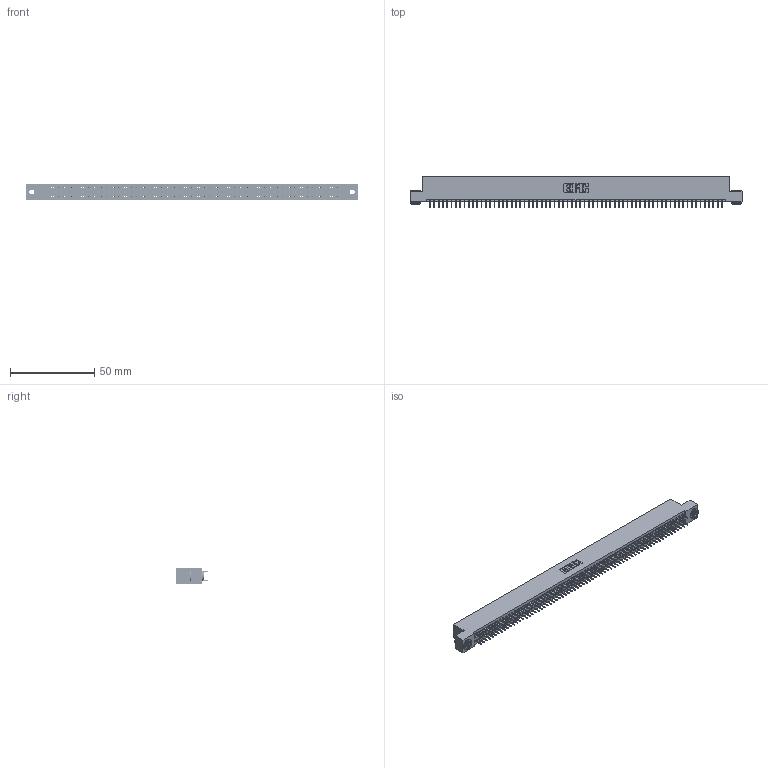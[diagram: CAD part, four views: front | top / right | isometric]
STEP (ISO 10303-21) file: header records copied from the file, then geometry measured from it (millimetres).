
FILE_DESCRIPTION (( 'STEP AP203' ), '1' );
FILE_NAME ('395-138-525-203.STEP', '2020-09-26T04:41:10', ( '' ), ( '' ), 'SwSTEP 2.0', 'SolidWorks 2020', '' );
FILE_SCHEMA (( 'CONFIG_CONTROL_DESIGN' ));
Length unit declared in the file: inch
Products named in the file (4): 345-292-001_345-293-125; 395-138-525-203; 345 Part_Flush Mounting Lugs - 0.156 Dia-TH; 345-250-002_345-250-002-102
Assembly tree (141 placements, depth 2):
  395-138-525-203
    345 Part_Flush Mounting Lugs - 0.156 Dia-TH
    345-292-001_345-293-125  x138
    345-250-002_345-250-002-102  x2
Bounding box: 196.47 x 18.72 x 9.4 mm (x, y, z)
Volume: 19128.1 mm3; surface area: 28317.8 mm2
Topology: 141 solids, 141 shells, 7616 faces, 21531 edges, 13798 vertices
Faces by surface type: plane 5472, cylinder 2136, cone 8
Entity records: 51228 total; most frequent: CARTESIAN_POINT 8535, ORIENTED_EDGE 8462, DIRECTION 7525, EDGE_CURVE 4231, VECTOR 3803, LINE 3803, VERTEX_POINT 2814, AXIS2_PLACEMENT_3D 1861
